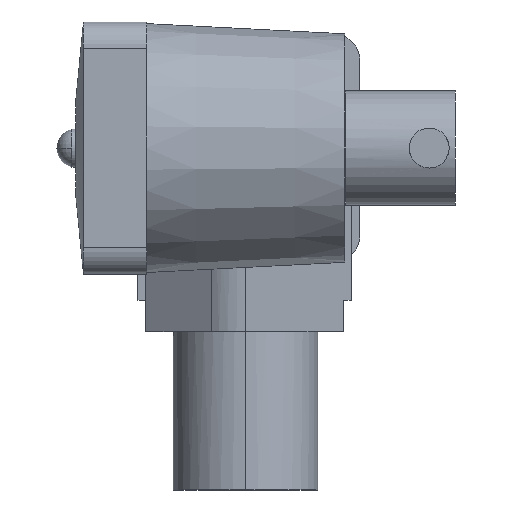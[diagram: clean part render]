
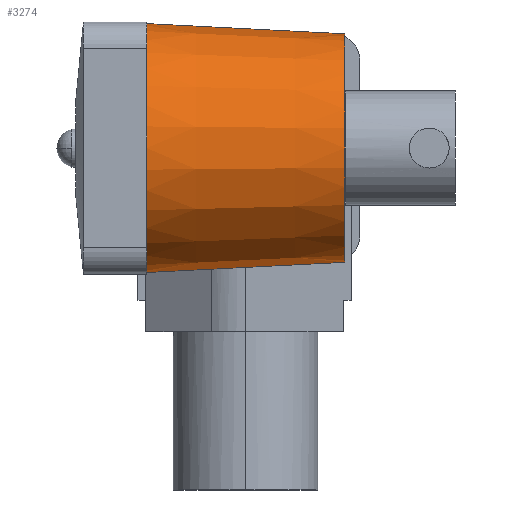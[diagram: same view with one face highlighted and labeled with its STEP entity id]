
A CAD part, left-side view. The second image highlights one B-rep face of the part: STEP entity #3274.
In plain terms, the highlighted conical face has half-angle 2.943 degrees and reference radius 30 mm.
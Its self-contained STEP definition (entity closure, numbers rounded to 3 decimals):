
#200 = CARTESIAN_POINT ( 'NONE',  ( 0., 7.5, 0. ) ) ;
#206 = DIRECTION ( 'NONE',  ( 0., 1., 0. ) ) ;
#244 = ORIENTED_EDGE ( 'NONE', *, *, #2117, .F. ) ;
#275 = CONICAL_SURFACE ( 'NONE', #1861, 30., 0.051 ) ;
#362 = CARTESIAN_POINT ( 'NONE',  ( 0., 7.5, -30. ) ) ;
#694 = CARTESIAN_POINT ( 'NONE',  ( 0., 7.5, 30. ) ) ;
#822 = LINE ( 'NONE', #2515, #1977 ) ;
#864 = CARTESIAN_POINT ( 'NONE',  ( 0., 59.5, 0. ) ) ;
#872 = DIRECTION ( 'NONE',  ( 0., 0.999, 0.051 ) ) ;
#887 = ORIENTED_EDGE ( 'NONE', *, *, #961, .F. ) ;
#961 = EDGE_CURVE ( 'NONE', #3037, #2399, #1531, .T. ) ;
#965 = VERTEX_POINT ( 'NONE', #2709 ) ;
#1036 = LINE ( 'NONE', #2121, #2675 ) ;
#1111 = DIRECTION ( 'NONE',  ( 0., 1., 0. ) ) ;
#1206 = CARTESIAN_POINT ( 'NONE',  ( 0., 59.5, 32.673 ) ) ;
#1222 = CIRCLE ( 'NONE', #1507, 32.673 ) ;
#1326 = DIRECTION ( 'NONE',  ( 0., 0., 1. ) ) ;
#1367 = EDGE_CURVE ( 'NONE', #3037, #1778, #822, .T. ) ;
#1458 = EDGE_CURVE ( 'NONE', #2399, #965, #1036, .T. ) ;
#1507 = AXIS2_PLACEMENT_3D ( 'NONE', #864, #1111, #2201 ) ;
#1531 = CIRCLE ( 'NONE', #3369, 30. ) ;
#1573 = ORIENTED_EDGE ( 'NONE', *, *, #1367, .T. ) ;
#1585 = DIRECTION ( 'NONE',  ( 0., 0.999, -0.051 ) ) ;
#1593 = CARTESIAN_POINT ( 'NONE',  ( 0., 7.5, 0. ) ) ;
#1778 = VERTEX_POINT ( 'NONE', #1206 ) ;
#1861 = AXIS2_PLACEMENT_3D ( 'NONE', #1593, #206, #1326 ) ;
#1977 = VECTOR ( 'NONE', #872, 1000. ) ;
#2117 = EDGE_CURVE ( 'NONE', #965, #1778, #1222, .T. ) ;
#2121 = CARTESIAN_POINT ( 'NONE',  ( 0., 7.5, -30. ) ) ;
#2148 = FACE_OUTER_BOUND ( 'NONE', #2240, .T. ) ;
#2201 = DIRECTION ( 'NONE',  ( 0., 0., -1. ) ) ;
#2240 = EDGE_LOOP ( 'NONE', ( #2900, #887, #1573, #244 ) ) ;
#2373 = DIRECTION ( 'NONE',  ( 0., 0., -1. ) ) ;
#2399 = VERTEX_POINT ( 'NONE', #362 ) ;
#2515 = CARTESIAN_POINT ( 'NONE',  ( 0., 7.5, 30. ) ) ;
#2675 = VECTOR ( 'NONE', #1585, 1000. ) ;
#2709 = CARTESIAN_POINT ( 'NONE',  ( 0., 59.5, -32.673 ) ) ;
#2723 = DIRECTION ( 'NONE',  ( 0., -1., 0. ) ) ;
#2900 = ORIENTED_EDGE ( 'NONE', *, *, #1458, .F. ) ;
#3037 = VERTEX_POINT ( 'NONE', #694 ) ;
#3274 = ADVANCED_FACE ( 'NONE', ( #2148 ), #275, .T. ) ;
#3369 = AXIS2_PLACEMENT_3D ( 'NONE', #200, #2723, #2373 ) ;
